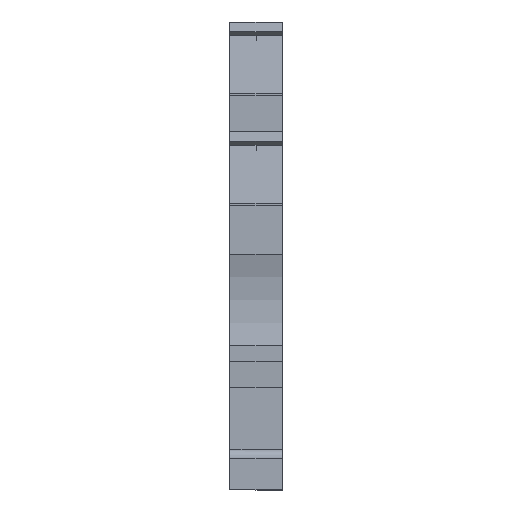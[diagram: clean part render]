
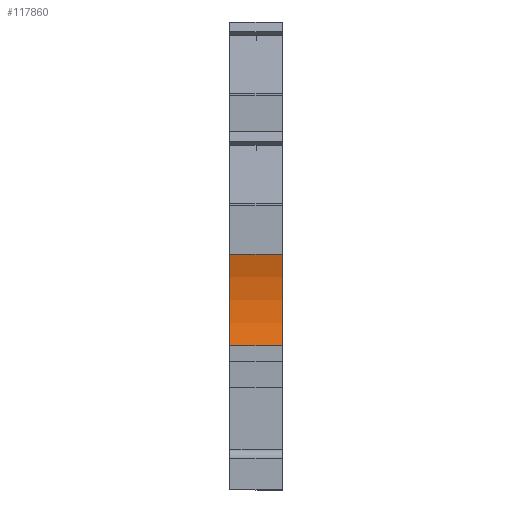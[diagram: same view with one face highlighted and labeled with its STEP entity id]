
A CAD part, front view. The second image highlights one B-rep face of the part: STEP entity #117860.
In plain terms, the highlighted cylindrical face has radius 15 mm (diameter 30 mm), a partial arc.
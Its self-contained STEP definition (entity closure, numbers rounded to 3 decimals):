
#1370=CARTESIAN_POINT('',(5.15,0.,14.2));
#1380=VERTEX_POINT('',#1370);
#1410=CARTESIAN_POINT('',(5.15,-14.309,
18.7));
#1420=DIRECTION('',(1.,0.,0.));
#1430=DIRECTION('',(0.,-1.,0.));
#1440=AXIS2_PLACEMENT_3D('',#1410,#1420,#1430);
#1450=CIRCLE('',#1440,15.);
#1460=CARTESIAN_POINT('',(5.15,-0.006,
23.22));
#1470=VERTEX_POINT('',#1460);
#1480=EDGE_CURVE('',#1380,#1470,#1450,.T.);
#32120=CARTESIAN_POINT('',(0.,-0.006,
23.22));
#32130=VERTEX_POINT('',#32120);
#32160=CARTESIAN_POINT('',(0.,-14.309,
18.7));
#32170=DIRECTION('',(1.,0.,0.));
#32180=DIRECTION('',(0.,-1.,0.));
#32190=AXIS2_PLACEMENT_3D('',#32160,#32170,#32180);
#32200=CIRCLE('',#32190,15.);
#32210=CARTESIAN_POINT('',(0.,0.,
14.2));
#32220=VERTEX_POINT('',#32210);
#32230=EDGE_CURVE('',#32220,#32130,#32200,.T.);
#41980=CARTESIAN_POINT('',(5.15,0.,
14.2));
#41990=DIRECTION('',(0.,-1.,0.));
#42000=DIRECTION('',(0.,0.,1.));
#42010=AXIS2_PLACEMENT_3D('',#41980,#41990,#42000);
#42020=PLANE('',#42010);
#42030=CARTESIAN_POINT('',(0.,-14.309,
18.7));
#42040=DIRECTION('',(1.,0.,0.));
#42050=DIRECTION('',(0.,-1.,0.));
#42060=AXIS2_PLACEMENT_3D('',#42030,#42040,#42050);
#42070=CYLINDRICAL_SURFACE('',#42060,15.);
#42080=CARTESIAN_POINT('',(0.,0.,
14.2));
#42090=CARTESIAN_POINT('',(0.429,0.,
14.2));
#42100=CARTESIAN_POINT('',(0.858,0.,
14.2));
#42110=CARTESIAN_POINT('',(1.288,0.,
14.2));
#42120=CARTESIAN_POINT('',(1.717,0.,
14.2));
#42130=CARTESIAN_POINT('',(2.146,0.,
14.2));
#42140=CARTESIAN_POINT('',(2.575,0.,
14.2));
#42150=CARTESIAN_POINT('',(3.004,0.,
14.2));
#42160=CARTESIAN_POINT('',(3.433,0.,
14.2));
#42170=CARTESIAN_POINT('',(3.863,0.,
14.2));
#42180=CARTESIAN_POINT('',(4.292,0.,
14.2));
#42190=CARTESIAN_POINT('',(4.721,0.,
14.2));
#42200=CARTESIAN_POINT('',(5.15,0.,
14.2));
#42210=B_SPLINE_CURVE_WITH_KNOTS('',3,(#42080,#42090,#42100,#42110,
#42120,#42130,#42140,#42150,#42160,#42170,#42180,#42190,#42200),
.UNSPECIFIED.,.F.,.F.,(4,3,3,3,4),(0.,1.288,2.575,
3.863,5.15),.UNSPECIFIED.);
#42220=SURFACE_CURVE('',#42210,(#42020,#42070),.CURVE_3D.);
#42230=EDGE_CURVE('',#32220,#1380,#42220,.T.);
#42350=CARTESIAN_POINT('',(5.15,-0.006,
25.161));
#42360=DIRECTION('',(0.,-1.,0.));
#42370=DIRECTION('',(0.,0.,1.));
#42380=AXIS2_PLACEMENT_3D('',#42350,#42360,#42370);
#42390=PLANE('',#42380);
#42480=CARTESIAN_POINT('',(0.,-0.006,
23.22));
#42490=CARTESIAN_POINT('',(0.429,-0.006,
23.22));
#42500=CARTESIAN_POINT('',(0.858,-0.006,
23.22));
#42510=CARTESIAN_POINT('',(1.287,-0.006,
23.22));
#42520=CARTESIAN_POINT('',(1.717,-0.006,
23.22));
#42530=CARTESIAN_POINT('',(2.146,-0.006,
23.22));
#42540=CARTESIAN_POINT('',(2.575,-0.006,
23.22));
#42550=CARTESIAN_POINT('',(3.004,-0.006,
23.22));
#42560=CARTESIAN_POINT('',(3.433,-0.006,
23.22));
#42570=CARTESIAN_POINT('',(3.862,-0.006,
23.22));
#42580=CARTESIAN_POINT('',(4.292,-0.006,
23.22));
#42590=CARTESIAN_POINT('',(4.721,-0.006,
23.22));
#42600=CARTESIAN_POINT('',(5.15,-0.006,
23.22));
#42610=B_SPLINE_CURVE_WITH_KNOTS('',3,(#42480,#42490,#42500,#42510,
#42520,#42530,#42540,#42550,#42560,#42570,#42580,#42590,#42600),
.UNSPECIFIED.,.F.,.F.,(4,3,3,3,4),(0.,1.287,2.575,
3.862,5.15),.UNSPECIFIED.);
#42620=SURFACE_CURVE('',#42610,(#42070,#42390),.CURVE_3D.);
#42630=EDGE_CURVE('',#32130,#1470,#42620,.T.);
#117800=ORIENTED_EDGE('',*,*,#42630,.F.);
#117810=ORIENTED_EDGE('',*,*,#1480,.T.);
#117820=ORIENTED_EDGE('',*,*,#42230,.T.);
#117830=ORIENTED_EDGE('',*,*,#32230,.F.);
#117840=EDGE_LOOP('',(#117830,#117820,#117810,#117800));
#117850=FACE_OUTER_BOUND('',#117840,.T.);
#117860=ADVANCED_FACE('',(#117850),#42070,.F.);
